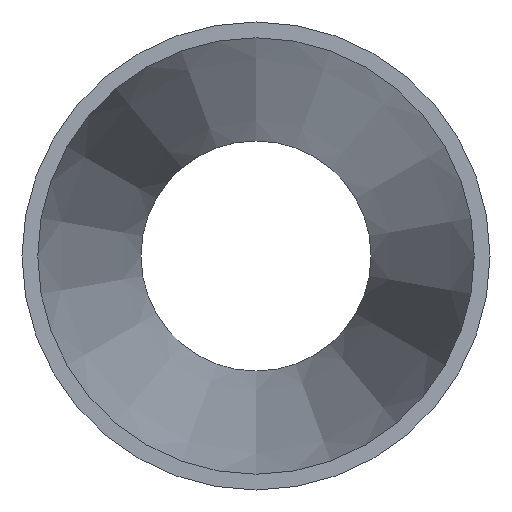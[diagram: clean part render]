
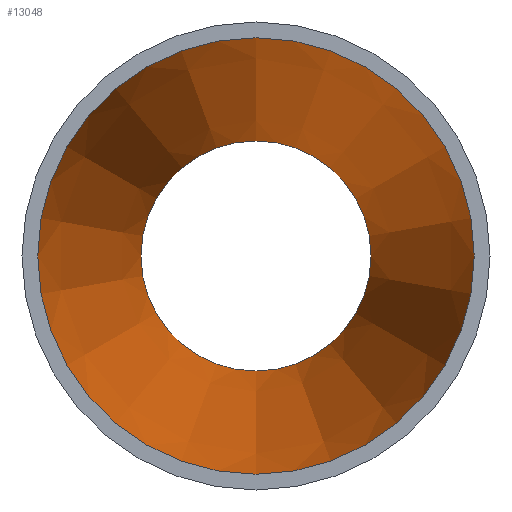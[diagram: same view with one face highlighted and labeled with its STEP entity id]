
A CAD part, front view. The second image highlights one B-rep face of the part: STEP entity #13048.
In plain terms, the highlighted conical face has half-angle 9.439 degrees and reference radius 28.122 mm.
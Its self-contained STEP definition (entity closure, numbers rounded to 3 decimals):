
#350 = EDGE_LOOP ( 'NONE', ( #3394 ) ) ;
#2557 = CIRCLE ( 'NONE', #2894, 14.823 ) ;
#2894 = AXIS2_PLACEMENT_3D ( 'NONE', #7799, #7903, #9774 ) ;
#3197 = CONICAL_SURFACE ( 'NONE', #14782, 28.123, 0.165 ) ;
#3372 = EDGE_CURVE ( 'NONE', #5131, #5131, #2557, .T. ) ;
#3394 = ORIENTED_EDGE ( 'NONE', *, *, #20042, .T. ) ;
#5131 = VERTEX_POINT ( 'NONE', #11470 ) ;
#7495 = DIRECTION ( 'NONE',  ( 0., -1., 0. ) ) ;
#7799 = CARTESIAN_POINT ( 'NONE',  ( 0., 80., 0. ) ) ;
#7903 = DIRECTION ( 'NONE',  ( 0., -1., 0. ) ) ;
#8544 = ORIENTED_EDGE ( 'NONE', *, *, #3372, .F. ) ;
#9192 = AXIS2_PLACEMENT_3D ( 'NONE', #16933, #7495, #15689 ) ;
#9774 = DIRECTION ( 'NONE',  ( 0., 0., -1. ) ) ;
#10069 = DIRECTION ( 'NONE',  ( 0., -1., 0. ) ) ;
#11470 = CARTESIAN_POINT ( 'NONE',  ( 0., 80., -14.823 ) ) ;
#11667 = VERTEX_POINT ( 'NONE', #14672 ) ;
#13048 = ADVANCED_FACE ( 'NONE', ( #16685, #20033 ), #3197, .F. ) ;
#14672 = CARTESIAN_POINT ( 'NONE',  ( 0., 0., -28.123 ) ) ;
#14782 = AXIS2_PLACEMENT_3D ( 'NONE', #16797, #10069, #19714 ) ;
#15189 = EDGE_LOOP ( 'NONE', ( #8544 ) ) ;
#15689 = DIRECTION ( 'NONE',  ( 0., 0., -1. ) ) ;
#16685 = FACE_BOUND ( 'NONE', #15189, .T. ) ;
#16797 = CARTESIAN_POINT ( 'NONE',  ( 0., 0., 0. ) ) ;
#16933 = CARTESIAN_POINT ( 'NONE',  ( 0., 0., 0. ) ) ;
#18124 = CIRCLE ( 'NONE', #9192, 28.123 ) ;
#19714 = DIRECTION ( 'NONE',  ( 0., 0., -1. ) ) ;
#20033 = FACE_OUTER_BOUND ( 'NONE', #350, .T. ) ;
#20042 = EDGE_CURVE ( 'NONE', #11667, #11667, #18124, .T. ) ;
